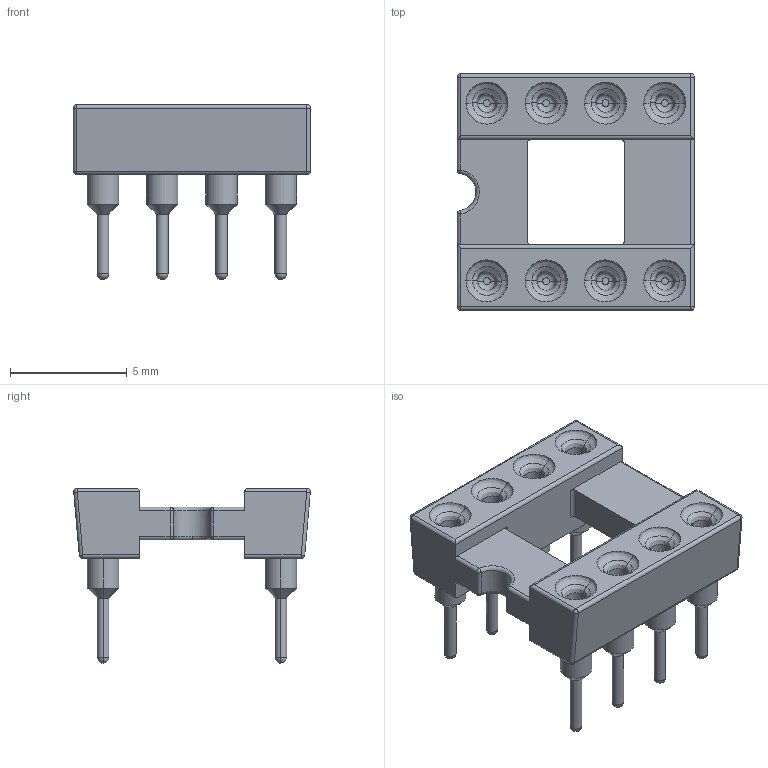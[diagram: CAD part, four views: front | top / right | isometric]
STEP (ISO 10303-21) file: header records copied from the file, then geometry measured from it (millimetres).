
FILE_DESCRIPTION (( 'STEP AP214' ), '1' );
FILE_NAME ('DIP-8_L10.2-W10.2-H4.7-P2.54.step', '2022-06-21T14:13:34', ( '' ), ( '' ), 'SwSTEP 2.0', 'SolidWorks 2020', '' );
FILE_SCHEMA (( 'AUTOMOTIVE_DESIGN' ));
Length unit declared in the file: millimetre
Products named in the file (1): DIP-8_L10.2-W10.2-H4.7-P2.54
Bounding box: 10.17 x 10.13 x 7.5 mm (x, y, z)
Volume: 202.6 mm3; surface area: 472.1 mm2
Topology: 1 solids, 1 shells, 483 faces, 1265 edges, 804 vertices
Faces by surface type: plane 196, bspline 144, cylinder 80, sphere 28, torus 19, cone 16
Entity records: 23561 total; most frequent: CARTESIAN_POINT 7525, ORIENTED_EDGE 2454, DIRECTION 1788, EDGE_CURVE 1227, VERTEX_POINT 786, VECTOR 690, LINE 690, AXIS2_PLACEMENT_3D 549
